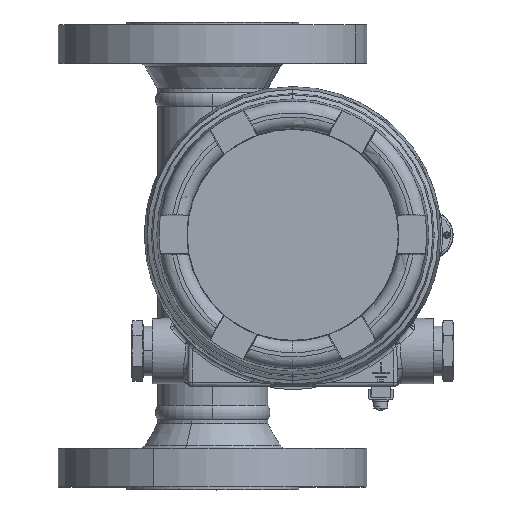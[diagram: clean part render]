
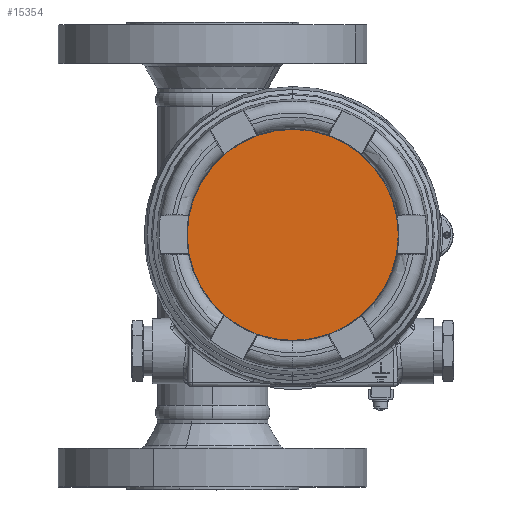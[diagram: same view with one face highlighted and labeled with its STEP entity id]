
A CAD part, top view. The second image highlights one B-rep face of the part: STEP entity #15354.
In plain terms, the highlighted planar face has unit normal (0, 0, 1).
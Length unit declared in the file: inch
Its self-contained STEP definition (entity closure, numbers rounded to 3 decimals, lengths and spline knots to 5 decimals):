
#1040 = CIRCLE ( 'NONE', #23817, 2.536 ) ;
#3045 = CARTESIAN_POINT ( 'NONE',  ( 7.80738, 5.74484, 10.43031 ) ) ;
#3916 = EDGE_CURVE ( 'NONE', #10793, #17812, #1040, .T. ) ;
#4436 = ORIENTED_EDGE ( 'NONE', *, *, #7857, .T. ) ;
#6581 = DIRECTION ( 'NONE',  ( 1., 0., 0. ) ) ;
#7042 = DIRECTION ( 'NONE',  ( 0., 0., 1. ) ) ;
#7857 = EDGE_CURVE ( 'NONE', #17812, #10793, #13782, .T. ) ;
#8044 = DIRECTION ( 'NONE',  ( 1., 0., 0. ) ) ;
#8118 = CARTESIAN_POINT ( 'NONE',  ( 2.73538, 5.74484, 10.43031 ) ) ;
#10293 = CARTESIAN_POINT ( 'NONE',  ( 5.27138, 5.74484, 10.43031 ) ) ;
#10682 = EDGE_LOOP ( 'NONE', ( #4436, #25326 ) ) ;
#10793 = VERTEX_POINT ( 'NONE', #8118 ) ;
#12680 = FACE_OUTER_BOUND ( 'NONE', #10682, .T. ) ;
#13097 = DIRECTION ( 'NONE',  ( 1., 0., 0. ) ) ;
#13782 = CIRCLE ( 'NONE', #19139, 2.536 ) ;
#14499 = AXIS2_PLACEMENT_3D ( 'NONE', #10293, #17018, #8044 ) ;
#15354 = ADVANCED_FACE ( 'NONE', ( #12680 ), #18988, .T. ) ;
#17018 = DIRECTION ( 'NONE',  ( 0., 0., 1. ) ) ;
#17812 = VERTEX_POINT ( 'NONE', #3045 ) ;
#18988 = PLANE ( 'NONE',  #14499 ) ;
#19139 = AXIS2_PLACEMENT_3D ( 'NONE', #19475, #25748, #6581 ) ;
#19475 = CARTESIAN_POINT ( 'NONE',  ( 5.27138, 5.74484, 10.43031 ) ) ;
#23817 = AXIS2_PLACEMENT_3D ( 'NONE', #23856, #7042, #13097 ) ;
#23856 = CARTESIAN_POINT ( 'NONE',  ( 5.27138, 5.74484, 10.43031 ) ) ;
#25326 = ORIENTED_EDGE ( 'NONE', *, *, #3916, .T. ) ;
#25748 = DIRECTION ( 'NONE',  ( 0., 0., 1. ) ) ;
